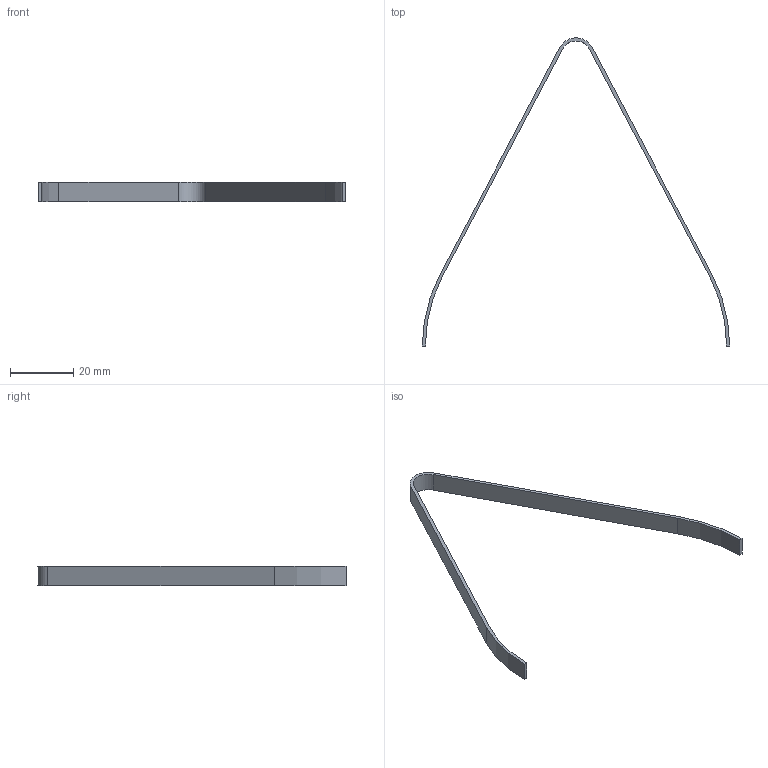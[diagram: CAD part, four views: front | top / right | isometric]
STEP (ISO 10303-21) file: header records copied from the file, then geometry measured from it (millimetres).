
FILE_DESCRIPTION(/* description */ ('Alibre Inc.'),/* implementation_level */ '2;1');
FILE_NAME(/* name */ 'export0',/* time_stamp */ '2015-07-05T22:48:49+12:00',/* author */ (''),/* organization */ (''),/* preprocessor_version */ 'ST-DEVELOPER v14',/* originating_system */ 'Alibre',/* authorisation */ '');
FILE_SCHEMA (('CONFIG_CONTROL_DESIGN'));
Length unit declared in the file: centimetre
Products named in the file (1): DGB383
Bounding box: 96.98 x 97.16 x 6 mm (x, y, z)
Volume: 1318.6 mm3; surface area: 3088.8 mm2
Topology: 1 solids, 1 shells, 14 faces, 36 edges, 24 vertices
Faces by surface type: plane 8, cylinder 6
Entity records: 475 total; most frequent: ORIENTED_EDGE 72, CARTESIAN_POINT 67, DIRECTION 55, EDGE_CURVE 36, VERTEX_POINT 24, VECTOR 24, LINE 24, AXIS2_PLACEMENT_3D 19
